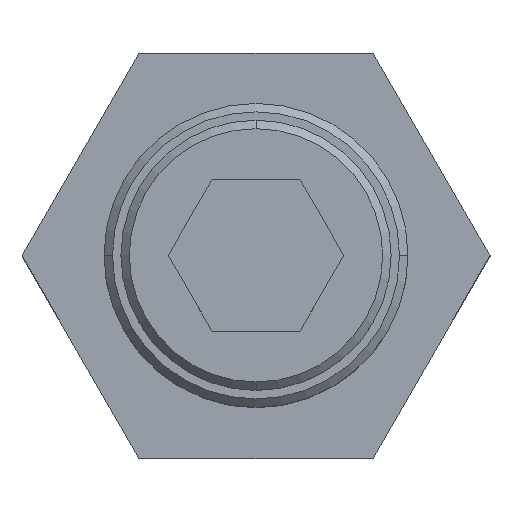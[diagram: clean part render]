
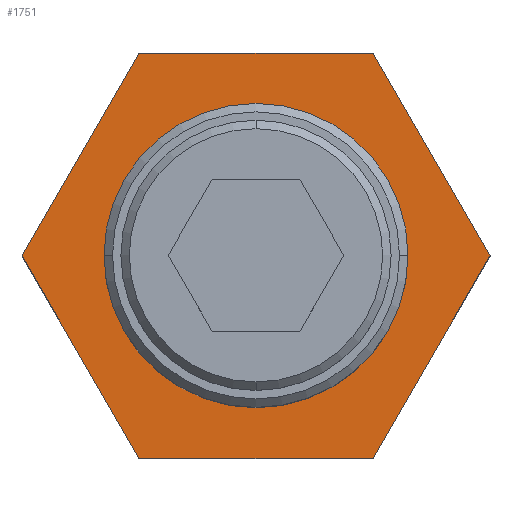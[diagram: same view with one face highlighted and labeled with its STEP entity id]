
A CAD part, top view. The second image highlights one B-rep face of the part: STEP entity #1751.
In plain terms, the highlighted planar face has unit normal (0, 0, 1).
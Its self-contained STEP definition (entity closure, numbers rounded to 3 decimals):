
#290=CARTESIAN_POINT('',(0.,0.,-16.));
#291=DIRECTION('',(0.,0.,-1.));
#292=DIRECTION('',(-1.,0.,0.));
#293=AXIS2_PLACEMENT_3D('',#290,#291,#292);
#485=CARTESIAN_POINT('',(0.,0.,-16.));
#486=DIRECTION('',(0.,0.,-1.));
#487=DIRECTION('',(1.,0.,0.));
#488=AXIS2_PLACEMENT_3D('',#485,#486,#487);
#762=DIRECTION('',(0.5,-0.866,0.));
#763=VECTOR('',#762,13.856);
#764=CARTESIAN_POINT('',(-13.856,0.,-16.));
#765=LINE('',#764,#763);
#769=DIRECTION('',(-0.5,-0.866,0.));
#770=VECTOR('',#769,13.856);
#771=CARTESIAN_POINT('',(-6.928,12.,-16.));
#772=LINE('',#771,#770);
#776=DIRECTION('',(-1.,0.,0.));
#777=VECTOR('',#776,13.856);
#778=CARTESIAN_POINT('',(6.928,12.,-16.));
#779=LINE('',#778,#777);
#783=DIRECTION('',(-0.5,0.866,0.));
#784=VECTOR('',#783,13.856);
#785=CARTESIAN_POINT('',(13.856,0.,-16.));
#786=LINE('',#785,#784);
#790=DIRECTION('',(0.5,0.866,0.));
#791=VECTOR('',#790,13.856);
#792=CARTESIAN_POINT('',(6.928,-12.,-16.));
#793=LINE('',#792,#791);
#797=DIRECTION('',(1.,0.,0.));
#798=VECTOR('',#797,13.856);
#799=CARTESIAN_POINT('',(-6.928,-12.,-16.));
#800=LINE('',#799,#798);
#931=CARTESIAN_POINT('',(-13.856,0.,-16.));
#932=CARTESIAN_POINT('',(-6.928,-12.,-16.));
#933=VERTEX_POINT('',#931);
#934=VERTEX_POINT('',#932);
#935=CARTESIAN_POINT('',(6.928,-12.,-16.));
#936=VERTEX_POINT('',#935);
#937=CARTESIAN_POINT('',(13.856,0.,-16.));
#938=VERTEX_POINT('',#937);
#939=CARTESIAN_POINT('',(6.928,12.,-16.));
#940=VERTEX_POINT('',#939);
#941=CARTESIAN_POINT('',(-6.928,12.,-16.));
#942=VERTEX_POINT('',#941);
#947=CARTESIAN_POINT('',(-9.,0.,-16.));
#948=CARTESIAN_POINT('',(9.,0.,-16.));
#949=VERTEX_POINT('',#947);
#950=VERTEX_POINT('',#948);
#1734=CARTESIAN_POINT('',(0.,0.,-16.));
#1735=DIRECTION('',(0.,0.,1.));
#1736=DIRECTION('',(0.,-1.,0.));
#1737=AXIS2_PLACEMENT_3D('',#1734,#1735,#1736);
#1738=PLANE('',#1737);
#1739=ORIENTED_EDGE('',*,*,#1658,.F.);
#1740=ORIENTED_EDGE('',*,*,#1673,.F.);
#1741=ORIENTED_EDGE('',*,*,#1687,.F.);
#1742=ORIENTED_EDGE('',*,*,#1701,.F.);
#1743=ORIENTED_EDGE('',*,*,#1715,.F.);
#1744=ORIENTED_EDGE('',*,*,#1728,.F.);
#1745=EDGE_LOOP('',(#1739,#1740,#1741,#1742,#1743,#1744));
#1746=FACE_OUTER_BOUND('',#1745,.F.);
#1747=ORIENTED_EDGE('',*,*,#1206,.F.);
#1748=ORIENTED_EDGE('',*,*,#1375,.F.);
#1749=EDGE_LOOP('',(#1747,#1748));
#1750=FACE_BOUND('',#1749,.F.);
#1751=ADVANCED_FACE('',(#1746,#1750),#1738,.T.);
#294=CIRCLE('',#293,9.);
#489=CIRCLE('',#488,9.);
#1206=EDGE_CURVE('',#949,#950,#294,.T.);
#1375=EDGE_CURVE('',#950,#949,#489,.T.);
#1658=EDGE_CURVE('',#933,#934,#765,.T.);
#1673=EDGE_CURVE('',#942,#933,#772,.T.);
#1687=EDGE_CURVE('',#940,#942,#779,.T.);
#1701=EDGE_CURVE('',#938,#940,#786,.T.);
#1715=EDGE_CURVE('',#936,#938,#793,.T.);
#1728=EDGE_CURVE('',#934,#936,#800,.T.);
